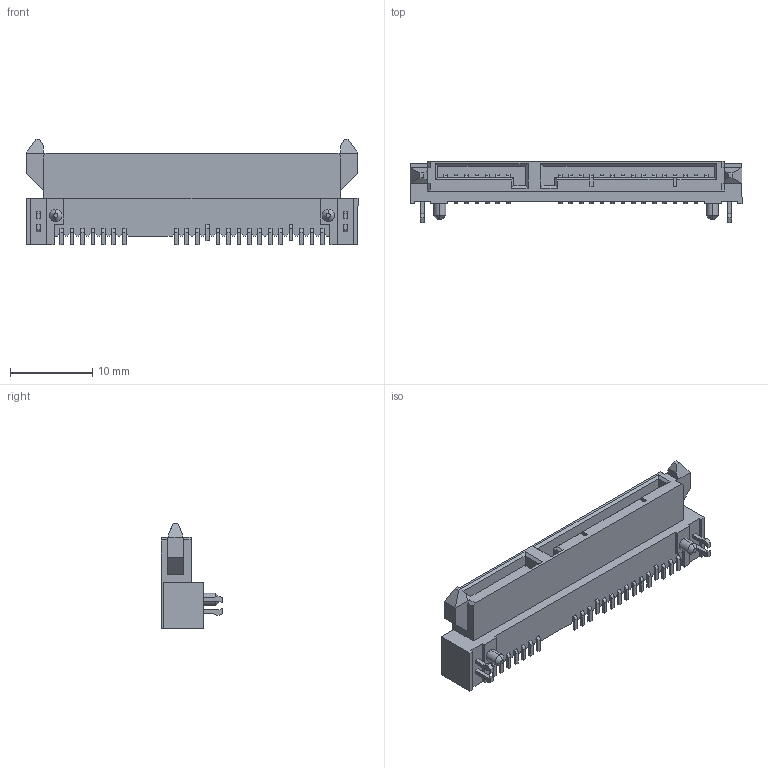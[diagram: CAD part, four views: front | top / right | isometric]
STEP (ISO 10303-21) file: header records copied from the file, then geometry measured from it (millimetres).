
FILE_DESCRIPTION (( 'STEP AP214' ), '1' );
FILE_NAME ('47018-4000.STEP', '2022-12-07T05:00:31', ( '' ), ( '' ), 'SwSTEP 2.0', 'SolidWorks 2017', '' );
FILE_SCHEMA (( 'AUTOMOTIVE_DESIGN' ));
Length unit declared in the file: millimetre
Products named in the file (1): 47018-4000
Bounding box: 40.43 x 7.51 x 12.87 mm (x, y, z)
Volume: 1279.5 mm3; surface area: 2050.7 mm2
Topology: 49 solids, 49 shells, 778 faces, 2004 edges, 1328 vertices
Faces by surface type: plane 638, cylinder 136, cone 4
Entity records: 23946 total; most frequent: CARTESIAN_POINT 4111, ORIENTED_EDGE 4008, DIRECTION 3838, EDGE_CURVE 2004, VECTOR 1728, LINE 1728, VERTEX_POINT 1328, AXIS2_PLACEMENT_3D 1055
